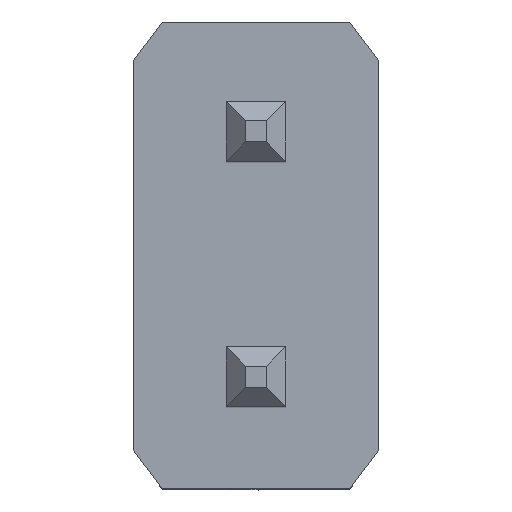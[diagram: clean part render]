
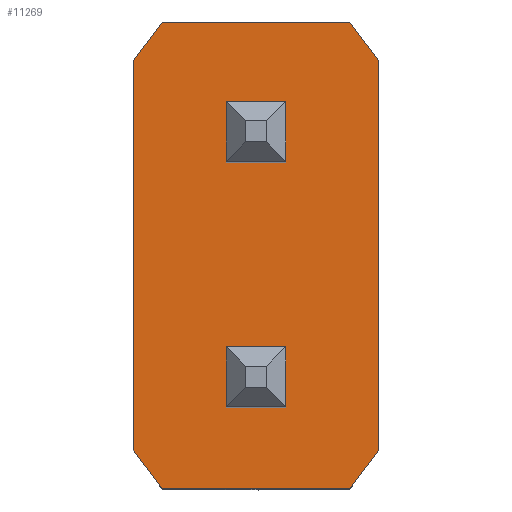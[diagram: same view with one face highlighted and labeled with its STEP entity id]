
A CAD part, top view. The second image highlights one B-rep face of the part: STEP entity #11269.
In plain terms, the highlighted planar face has unit normal (0, 0, 1).
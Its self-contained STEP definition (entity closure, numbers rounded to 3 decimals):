
#18 = ORIENTED_EDGE ( 'NONE', *, *, #6461, .T. ) ;
#35 = CARTESIAN_POINT ( 'NONE',  ( -0.31, 0., 2.54 ) ) ;
#158 = ORIENTED_EDGE ( 'NONE', *, *, #10731, .F. ) ;
#183 = FACE_BOUND ( 'NONE', #3827, .T. ) ;
#264 = DIRECTION ( 'NONE',  ( 0., -1., 0. ) ) ;
#312 = LINE ( 'NONE', #5210, #7183 ) ;
#337 = ORIENTED_EDGE ( 'NONE', *, *, #1789, .T. ) ;
#502 = VECTOR ( 'NONE', #8403, 1000. ) ;
#543 = VERTEX_POINT ( 'NONE', #3528 ) ;
#689 = VERTEX_POINT ( 'NONE', #3058 ) ;
#851 = DIRECTION ( 'NONE',  ( 0.6, 0.8, 0. ) ) ;
#907 = CARTESIAN_POINT ( 'NONE',  ( -1.78, -1.335, 2.54 ) ) ;
#1007 = ORIENTED_EDGE ( 'NONE', *, *, #6877, .F. ) ;
#1614 = EDGE_LOOP ( 'NONE', ( #158, #13247, #337, #5941 ) ) ;
#1681 = LINE ( 'NONE', #5282, #9690 ) ;
#1789 = EDGE_CURVE ( 'NONE', #689, #12027, #12964, .T. ) ;
#2038 = EDGE_CURVE ( 'NONE', #14713, #5313, #9551, .T. ) ;
#2114 = EDGE_CURVE ( 'NONE', #7060, #3594, #6438, .T. ) ;
#2184 = DIRECTION ( 'NONE',  ( -1., 0., 0. ) ) ;
#2329 = VERTEX_POINT ( 'NONE', #11286 ) ;
#2527 = FACE_OUTER_BOUND ( 'NONE', #13169, .T. ) ;
#2596 = CARTESIAN_POINT ( 'NONE',  ( 0.31, 0., 2.54 ) ) ;
#2626 = VECTOR ( 'NONE', #4670, 1000. ) ;
#2682 = CARTESIAN_POINT ( 'NONE',  ( -1.27, 2.415, 2.54 ) ) ;
#2772 = CARTESIAN_POINT ( 'NONE',  ( -0.31, 0., 2.54 ) ) ;
#2844 = EDGE_CURVE ( 'NONE', #3594, #11639, #6567, .T. ) ;
#3058 = CARTESIAN_POINT ( 'NONE',  ( 0.31, 1.58, 2.54 ) ) ;
#3528 = CARTESIAN_POINT ( 'NONE',  ( -0.97, -2.415, 2.54 ) ) ;
#3594 = VERTEX_POINT ( 'NONE', #10591 ) ;
#3597 = LINE ( 'NONE', #6016, #5367 ) ;
#3733 = ORIENTED_EDGE ( 'NONE', *, *, #9883, .T. ) ;
#3749 = DIRECTION ( 'NONE',  ( 1., 0., 0. ) ) ;
#3827 = EDGE_LOOP ( 'NONE', ( #5559, #12998, #9919, #1007 ) ) ;
#3946 = DIRECTION ( 'NONE',  ( 0., 1., 0. ) ) ;
#3951 = CARTESIAN_POINT ( 'NONE',  ( -0.31, 1.58, 2.54 ) ) ;
#4021 = ORIENTED_EDGE ( 'NONE', *, *, #2114, .T. ) ;
#4035 = VECTOR ( 'NONE', #11503, 1000. ) ;
#4130 = CARTESIAN_POINT ( 'NONE',  ( 0.31, 0., 2.54 ) ) ;
#4136 = CARTESIAN_POINT ( 'NONE',  ( -0.31, -0.96, 2.54 ) ) ;
#4228 = EDGE_CURVE ( 'NONE', #5313, #8387, #5860, .T. ) ;
#4449 = EDGE_CURVE ( 'NONE', #543, #2329, #10343, .T. ) ;
#4458 = DIRECTION ( 'NONE',  ( 1., 0., 0. ) ) ;
#4565 = EDGE_CURVE ( 'NONE', #8038, #689, #312, .T. ) ;
#4670 = DIRECTION ( 'NONE',  ( -0.6, 0.8, 0. ) ) ;
#4853 = DIRECTION ( 'NONE',  ( 1., 0., 0. ) ) ;
#5085 = LINE ( 'NONE', #2772, #8337 ) ;
#5123 = DIRECTION ( 'NONE',  ( -0.6, -0.8, 0. ) ) ;
#5183 = CARTESIAN_POINT ( 'NONE',  ( -0.31, 0.96, 2.54 ) ) ;
#5210 = CARTESIAN_POINT ( 'NONE',  ( 0., 1.58, 2.54 ) ) ;
#5282 = CARTESIAN_POINT ( 'NONE',  ( 0., 0.96, 2.54 ) ) ;
#5313 = VERTEX_POINT ( 'NONE', #10701 ) ;
#5367 = VECTOR ( 'NONE', #9710, 1000. ) ;
#5558 = VERTEX_POINT ( 'NONE', #6108 ) ;
#5559 = ORIENTED_EDGE ( 'NONE', *, *, #2038, .T. ) ;
#5850 = CARTESIAN_POINT ( 'NONE',  ( 0., -1.58, 2.54 ) ) ;
#5860 = LINE ( 'NONE', #35, #502 ) ;
#5914 = AXIS2_PLACEMENT_3D ( 'NONE', #9431, #14062, #4853 ) ;
#5941 = ORIENTED_EDGE ( 'NONE', *, *, #7100, .T. ) ;
#6016 = CARTESIAN_POINT ( 'NONE',  ( 0., -0.96, 2.54 ) ) ;
#6017 = EDGE_CURVE ( 'NONE', #8387, #5558, #3597, .T. ) ;
#6108 = CARTESIAN_POINT ( 'NONE',  ( 0.31, -0.96, 2.54 ) ) ;
#6328 = CARTESIAN_POINT ( 'NONE',  ( 1.27, -2.015, 2.54 ) ) ;
#6398 = CARTESIAN_POINT ( 'NONE',  ( 0.31, -1.58, 2.54 ) ) ;
#6431 = DIRECTION ( 'NONE',  ( -1., 0., 0. ) ) ;
#6438 = LINE ( 'NONE', #8469, #15155 ) ;
#6461 = EDGE_CURVE ( 'NONE', #8550, #543, #10236, .T. ) ;
#6567 = LINE ( 'NONE', #10067, #11693 ) ;
#6599 = CARTESIAN_POINT ( 'NONE',  ( -1.27, -2.415, 2.54 ) ) ;
#6755 = ORIENTED_EDGE ( 'NONE', *, *, #2844, .T. ) ;
#6877 = EDGE_CURVE ( 'NONE', #14713, #5558, #8854, .T. ) ;
#6894 = CARTESIAN_POINT ( 'NONE',  ( 1.78, 1.335, 2.54 ) ) ;
#7055 = LINE ( 'NONE', #6894, #2626 ) ;
#7060 = VERTEX_POINT ( 'NONE', #13005 ) ;
#7100 = EDGE_CURVE ( 'NONE', #12027, #11161, #1681, .T. ) ;
#7169 = CARTESIAN_POINT ( 'NONE',  ( -1.27, 2.015, 2.54 ) ) ;
#7183 = VECTOR ( 'NONE', #3749, 1000. ) ;
#7266 = FACE_BOUND ( 'NONE', #1614, .T. ) ;
#7971 = VECTOR ( 'NONE', #4458, 1000. ) ;
#8038 = VERTEX_POINT ( 'NONE', #3951 ) ;
#8106 = VECTOR ( 'NONE', #12207, 1000. ) ;
#8202 = ORIENTED_EDGE ( 'NONE', *, *, #8445, .T. ) ;
#8302 = CARTESIAN_POINT ( 'NONE',  ( 0.31, 0.96, 2.54 ) ) ;
#8333 = PLANE ( 'NONE',  #5914 ) ;
#8337 = VECTOR ( 'NONE', #264, 1000. ) ;
#8387 = VERTEX_POINT ( 'NONE', #4136 ) ;
#8403 = DIRECTION ( 'NONE',  ( 0., 1., 0. ) ) ;
#8445 = EDGE_CURVE ( 'NONE', #2329, #14553, #11454, .T. ) ;
#8469 = CARTESIAN_POINT ( 'NONE',  ( -1.27, 2.415, 2.54 ) ) ;
#8550 = VERTEX_POINT ( 'NONE', #10423 ) ;
#8854 = LINE ( 'NONE', #4130, #9449 ) ;
#9022 = ORIENTED_EDGE ( 'NONE', *, *, #10771, .T. ) ;
#9023 = ORIENTED_EDGE ( 'NONE', *, *, #10500, .T. ) ;
#9268 = VERTEX_POINT ( 'NONE', #9985 ) ;
#9431 = CARTESIAN_POINT ( 'NONE',  ( 0., 0., 2.54 ) ) ;
#9449 = VECTOR ( 'NONE', #13562, 1000. ) ;
#9551 = LINE ( 'NONE', #5850, #10992 ) ;
#9690 = VECTOR ( 'NONE', #6431, 1000. ) ;
#9710 = DIRECTION ( 'NONE',  ( 1., 0., 0. ) ) ;
#9883 = EDGE_CURVE ( 'NONE', #9268, #7060, #7055, .T. ) ;
#9919 = ORIENTED_EDGE ( 'NONE', *, *, #6017, .T. ) ;
#9980 = LINE ( 'NONE', #11013, #15248 ) ;
#9985 = CARTESIAN_POINT ( 'NONE',  ( 1.27, 2.015, 2.54 ) ) ;
#10067 = CARTESIAN_POINT ( 'NONE',  ( -1.78, 1.335, 2.54 ) ) ;
#10236 = LINE ( 'NONE', #907, #4035 ) ;
#10343 = LINE ( 'NONE', #6599, #7971 ) ;
#10423 = CARTESIAN_POINT ( 'NONE',  ( -1.27, -2.015, 2.54 ) ) ;
#10500 = EDGE_CURVE ( 'NONE', #14553, #9268, #9980, .T. ) ;
#10591 = CARTESIAN_POINT ( 'NONE',  ( -0.97, 2.415, 2.54 ) ) ;
#10701 = CARTESIAN_POINT ( 'NONE',  ( -0.31, -1.58, 2.54 ) ) ;
#10731 = EDGE_CURVE ( 'NONE', #8038, #11161, #5085, .T. ) ;
#10771 = EDGE_CURVE ( 'NONE', #11639, #8550, #13274, .T. ) ;
#10966 = DIRECTION ( 'NONE',  ( -1., 0., 0. ) ) ;
#10975 = VECTOR ( 'NONE', #11768, 1000. ) ;
#10992 = VECTOR ( 'NONE', #2184, 1000. ) ;
#11013 = CARTESIAN_POINT ( 'NONE',  ( 1.27, 2.415, 2.54 ) ) ;
#11161 = VERTEX_POINT ( 'NONE', #5183 ) ;
#11269 = ADVANCED_FACE ( 'NONE', ( #7266, #2527, #183 ), #8333, .T. ) ;
#11286 = CARTESIAN_POINT ( 'NONE',  ( 0.97, -2.415, 2.54 ) ) ;
#11454 = LINE ( 'NONE', #12714, #13533 ) ;
#11503 = DIRECTION ( 'NONE',  ( 0.6, -0.8, 0. ) ) ;
#11639 = VERTEX_POINT ( 'NONE', #7169 ) ;
#11693 = VECTOR ( 'NONE', #5123, 1000. ) ;
#11701 = ORIENTED_EDGE ( 'NONE', *, *, #4449, .T. ) ;
#11768 = DIRECTION ( 'NONE',  ( 0., -1., 0. ) ) ;
#12027 = VERTEX_POINT ( 'NONE', #8302 ) ;
#12207 = DIRECTION ( 'NONE',  ( 0., -1., 0. ) ) ;
#12714 = CARTESIAN_POINT ( 'NONE',  ( 1.78, -1.335, 2.54 ) ) ;
#12964 = LINE ( 'NONE', #2596, #10975 ) ;
#12998 = ORIENTED_EDGE ( 'NONE', *, *, #4228, .T. ) ;
#13005 = CARTESIAN_POINT ( 'NONE',  ( 0.97, 2.415, 2.54 ) ) ;
#13169 = EDGE_LOOP ( 'NONE', ( #9022, #18, #11701, #8202, #9023, #3733, #4021, #6755 ) ) ;
#13247 = ORIENTED_EDGE ( 'NONE', *, *, #4565, .T. ) ;
#13274 = LINE ( 'NONE', #2682, #8106 ) ;
#13533 = VECTOR ( 'NONE', #851, 1000. ) ;
#13562 = DIRECTION ( 'NONE',  ( 0., 1., 0. ) ) ;
#14062 = DIRECTION ( 'NONE',  ( 0., 0., 1. ) ) ;
#14553 = VERTEX_POINT ( 'NONE', #6328 ) ;
#14713 = VERTEX_POINT ( 'NONE', #6398 ) ;
#15155 = VECTOR ( 'NONE', #10966, 1000. ) ;
#15248 = VECTOR ( 'NONE', #3946, 1000. ) ;
